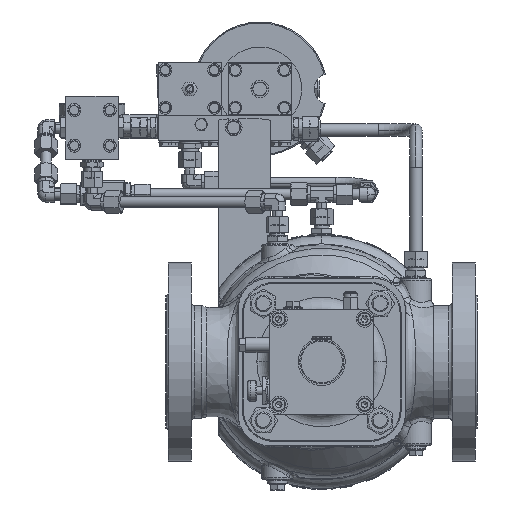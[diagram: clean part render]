
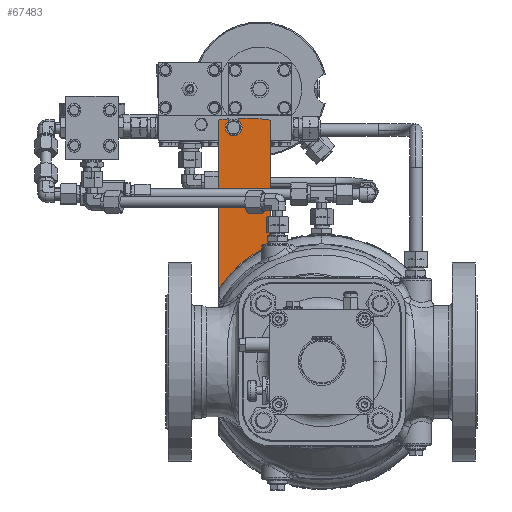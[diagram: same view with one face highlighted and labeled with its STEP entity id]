
A CAD part, front view. The second image highlights one B-rep face of the part: STEP entity #67483.
In plain terms, the highlighted planar face has unit normal (0, -1, 0).
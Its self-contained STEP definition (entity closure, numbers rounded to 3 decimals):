
#1281 = AXIS2_PLACEMENT_3D ( 'NONE', #14452, #117919, #220789 ) ;
#2399 = CIRCLE ( 'NONE', #1281, 159. ) ;
#2543 = EDGE_LOOP ( 'NONE', ( #169632, #150293, #49164, #8763, #85396, #143182, #49943, #190370, #185516, #112132, #206888 ) ) ;
#3179 = DIRECTION ( 'NONE',  ( 0., 0., 1. ) ) ;
#4394 = EDGE_CURVE ( 'Defeature ausgef�hrt1_992+Defeature ausgef�hrt1_996+Defeature ausgef�hrt1_995+Defeature ausgef�hrt1_997', #149544, #6972, #52746, .T. ) ;
#5183 = VECTOR ( 'NONE', #3179, 1000. ) ;
#6972 = VERTEX_POINT ( 'NONE', #214344 ) ;
#8763 = ORIENTED_EDGE ( 'NONE', *, *, #121593, .T. ) ;
#9310 = VECTOR ( 'NONE', #32686, 1000. ) ;
#13516 = VERTEX_POINT ( 'NONE', #175280 ) ;
#14452 = CARTESIAN_POINT ( 'NONE',  ( -74.246, 129., 74.246 ) ) ;
#16499 = CARTESIAN_POINT ( 'NONE',  ( -84.246, 129., 220.746 ) ) ;
#25779 = DIRECTION ( 'NONE',  ( 0., 0., 1. ) ) ;
#26493 = DIRECTION ( 'NONE',  ( 0., 0., 1. ) ) ;
#26606 = DIRECTION ( 'NONE',  ( 0., 0., -1. ) ) ;
#28676 = DIRECTION ( 'NONE',  ( 0., -1., 0. ) ) ;
#32686 = DIRECTION ( 'NONE',  ( 0., 0., 1. ) ) ;
#34241 = VECTOR ( 'NONE', #206185, 1000. ) ;
#39967 = CARTESIAN_POINT ( 'NONE',  ( -79.746, 129., 233.151 ) ) ;
#41213 = DIRECTION ( 'NONE',  ( 0., 1., 0. ) ) ;
#42109 = CARTESIAN_POINT ( 'NONE',  ( -98.5, 129., 70.276 ) ) ;
#42831 = DIRECTION ( 'NONE',  ( 0., 1., 0. ) ) ;
#45037 = PLANE ( 'NONE',  #185472 ) ;
#47167 = EDGE_CURVE ( 'Defeature ausgef�hrt1_992+Defeature ausgef�hrt1_1033+Defeature ausgef�hrt1_1025+Defeature ausgef�hrt1_1002', #210470, #185458, #167391, .T. ) ;
#49164 = ORIENTED_EDGE ( 'NONE', *, *, #98018, .T. ) ;
#49943 = ORIENTED_EDGE ( 'NONE', *, *, #137778, .T. ) ;
#49975 = DIRECTION ( 'NONE',  ( 0., 0., 1. ) ) ;
#52746 = CIRCLE ( 'NONE', #165573, 4.5 ) ;
#60632 = DIRECTION ( 'NONE',  ( 0., -1., 0. ) ) ;
#60877 = CIRCLE ( 'NONE', #66190, 159. ) ;
#61890 = CARTESIAN_POINT ( 'NONE',  ( -98.746, 129., 231.347 ) ) ;
#66190 = AXIS2_PLACEMENT_3D ( 'NONE', #179162, #60632, #93360 ) ;
#67483 = ADVANCED_FACE ( 'Defeature ausgef�hrt1_992', ( #149825 ), #45037, .T. ) ;
#70611 = CARTESIAN_POINT ( 'NONE',  ( -48.746, 129., 110.747 ) ) ;
#73279 = LINE ( 'NONE', #116076, #9310 ) ;
#73290 = LINE ( 'NONE', #142240, #171913 ) ;
#73644 = VERTEX_POINT ( 'NONE', #183599 ) ;
#74422 = DIRECTION ( 'NONE',  ( 1., 0., 0. ) ) ;
#77817 = CARTESIAN_POINT ( 'NONE',  ( -74.246, 129., 74.246 ) ) ;
#78415 = EDGE_CURVE ( 'Defeature ausgef�hrt1_992+Defeature ausgef�hrt1_1002+Defeature ausgef�hrt1_1033+Defeature ausgef�hrt1_994', #185458, #13516, #210395, .T. ) ;
#85396 = ORIENTED_EDGE ( 'NONE', *, *, #198659, .T. ) ;
#87177 = AXIS2_PLACEMENT_3D ( 'NONE', #213419, #42831, #26493 ) ;
#91251 = VECTOR ( 'NONE', #208871, 1000. ) ;
#93249 = CARTESIAN_POINT ( 'NONE',  ( -84.246, 129., 220.746 ) ) ;
#93360 = DIRECTION ( 'NONE',  ( 0., 0., 1. ) ) ;
#94520 = VERTEX_POINT ( 'NONE', #61890 ) ;
#95709 = CARTESIAN_POINT ( 'NONE',  ( -79.746, 129., 220.746 ) ) ;
#98018 = EDGE_CURVE ( 'Defeature ausgef�hrt1_992+Defeature ausgef�hrt1_994+Defeature ausgef�hrt1_1002+Defeature ausgef�hrt1_995', #13516, #210339, #2399, .T. ) ;
#104018 = VERTEX_POINT ( 'NONE', #131624 ) ;
#111391 = VERTEX_POINT ( 'NONE', #219079 ) ;
#112132 = ORIENTED_EDGE ( 'NONE', *, *, #168901, .T. ) ;
#116076 = CARTESIAN_POINT ( 'NONE',  ( -88.746, 129., 220.746 ) ) ;
#117919 = DIRECTION ( 'NONE',  ( 0., -1., 0. ) ) ;
#118590 = EDGE_CURVE ( 'Defeature ausgef�hrt1_992+Defeature ausgef�hrt1_999+Defeature ausgef�hrt1_998+Defeature ausgef�hrt1_1000', #94520, #196566, #147310, .T. ) ;
#121593 = EDGE_CURVE ( 'Defeature ausgef�hrt1_992+Defeature ausgef�hrt1_995+Defeature ausgef�hrt1_994+Defeature ausgef�hrt1_996', #210339, #73644, #212177, .T. ) ;
#131624 = CARTESIAN_POINT ( 'NONE',  ( -98.5, 129., 57.246 ) ) ;
#137009 = AXIS2_PLACEMENT_3D ( 'NONE', #16499, #203454, #49975 ) ;
#137778 = EDGE_CURVE ( 'Defeature ausgef�hrt1_992+Defeature ausgef�hrt1_997+Defeature ausgef�hrt1_996+Defeature ausgef�hrt1_998', #6972, #111391, #73279, .T. ) ;
#138848 = CARTESIAN_POINT ( 'NONE',  ( -98.746, 129., 57.246 ) ) ;
#141786 = DIRECTION ( 'NONE',  ( 0., 0., 1. ) ) ;
#142240 = CARTESIAN_POINT ( 'NONE',  ( -98.746, 129., 57.246 ) ) ;
#143182 = ORIENTED_EDGE ( 'NONE', *, *, #4394, .T. ) ;
#147310 = LINE ( 'NONE', #138848, #91251 ) ;
#149544 = VERTEX_POINT ( 'NONE', #179706 ) ;
#149825 = FACE_OUTER_BOUND ( 'NONE', #2543, .T. ) ;
#150293 = ORIENTED_EDGE ( 'NONE', *, *, #78415, .T. ) ;
#152680 = CARTESIAN_POINT ( 'NONE',  ( -98.746, 129., 57.246 ) ) ;
#153399 = VECTOR ( 'NONE', #26606, 1000. ) ;
#154448 = CARTESIAN_POINT ( 'NONE',  ( -48.746, 129., 68.246 ) ) ;
#155509 = CARTESIAN_POINT ( 'NONE',  ( -98.5, 129., 194.06 ) ) ;
#159648 = EDGE_CURVE ( 'Defeature ausgef�hrt1_992+Defeature ausgef�hrt1_1025+Defeature ausgef�hrt1_1000+Defeature ausgef�hrt1_1033', #104018, #210470, #215451, .T. ) ;
#165573 = AXIS2_PLACEMENT_3D ( 'NONE', #93249, #41213, #141786 ) ;
#167391 = CIRCLE ( 'NONE', #87177, 121. ) ;
#168901 = EDGE_CURVE ( 'Defeature ausgef�hrt1_992+Defeature ausgef�hrt1_1000+Defeature ausgef�hrt1_999+Defeature ausgef�hrt1_1025', #196566, #104018, #73290, .T. ) ;
#169632 = ORIENTED_EDGE ( 'NONE', *, *, #47167, .T. ) ;
#171913 = VECTOR ( 'NONE', #74422, 1000. ) ;
#175280 = CARTESIAN_POINT ( 'NONE',  ( -48.746, 129., 231.188 ) ) ;
#179162 = CARTESIAN_POINT ( 'NONE',  ( -74.246, 129., 74.246 ) ) ;
#179706 = CARTESIAN_POINT ( 'NONE',  ( -84.246, 129., 216.246 ) ) ;
#180278 = CIRCLE ( 'NONE', #137009, 4.5 ) ;
#183599 = CARTESIAN_POINT ( 'NONE',  ( -79.746, 129., 220.746 ) ) ;
#185458 = VERTEX_POINT ( 'NONE', #70611 ) ;
#185472 = AXIS2_PLACEMENT_3D ( 'NONE', #77817, #28676, #25779 ) ;
#185516 = ORIENTED_EDGE ( 'NONE', *, *, #118590, .T. ) ;
#190370 = ORIENTED_EDGE ( 'NONE', *, *, #203721, .T. ) ;
#196566 = VERTEX_POINT ( 'NONE', #152680 ) ;
#198659 = EDGE_CURVE ( 'Defeature ausgef�hrt1_992+Defeature ausgef�hrt1_996+Defeature ausgef�hrt1_995+Defeature ausgef�hrt1_997', #73644, #149544, #180278, .T. ) ;
#203454 = DIRECTION ( 'NONE',  ( 0., 1., 0. ) ) ;
#203721 = EDGE_CURVE ( 'Defeature ausgef�hrt1_992+Defeature ausgef�hrt1_998+Defeature ausgef�hrt1_997+Defeature ausgef�hrt1_999', #111391, #94520, #60877, .T. ) ;
#206185 = DIRECTION ( 'NONE',  ( 0., 0., 1. ) ) ;
#206888 = ORIENTED_EDGE ( 'NONE', *, *, #159648, .T. ) ;
#208871 = DIRECTION ( 'NONE',  ( 0., 0., -1. ) ) ;
#210339 = VERTEX_POINT ( 'NONE', #39967 ) ;
#210395 = LINE ( 'NONE', #154448, #5183 ) ;
#210470 = VERTEX_POINT ( 'NONE', #42109 ) ;
#212177 = LINE ( 'NONE', #95709, #153399 ) ;
#213419 = CARTESIAN_POINT ( 'NONE',  ( 0., 129., 0. ) ) ;
#214344 = CARTESIAN_POINT ( 'NONE',  ( -88.746, 129., 220.746 ) ) ;
#215451 = LINE ( 'NONE', #155509, #34241 ) ;
#219079 = CARTESIAN_POINT ( 'NONE',  ( -88.746, 129., 232.584 ) ) ;
#220789 = DIRECTION ( 'NONE',  ( 0., 0., 1. ) ) ;
